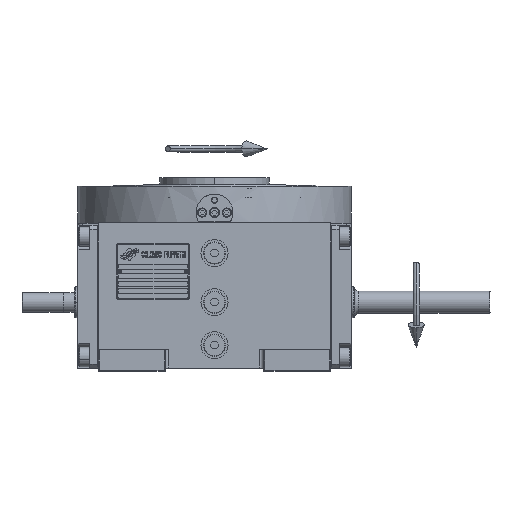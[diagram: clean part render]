
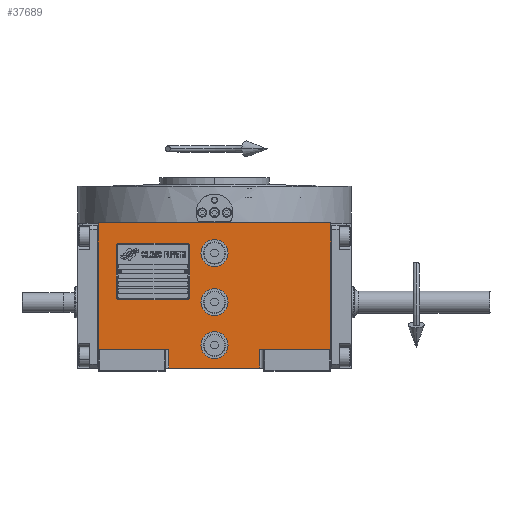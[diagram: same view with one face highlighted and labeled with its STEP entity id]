
A CAD part, top view. The second image highlights one B-rep face of the part: STEP entity #37689.
In plain terms, the highlighted planar face has unit normal (0, 0, 1).
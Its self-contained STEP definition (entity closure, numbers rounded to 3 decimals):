
#1319 = CARTESIAN_POINT ( 'NONE',  ( 94.5, 64.5, 163.5 ) ) ;
#1353 = CIRCLE ( 'NONE', #27743, 11. ) ;
#1828 = EDGE_LOOP ( 'NONE', ( #22622, #23168 ) ) ;
#2572 = CARTESIAN_POINT ( 'NONE',  ( -37., -53.5, 163.5 ) ) ;
#2758 = VECTOR ( 'NONE', #38253, 1000. ) ;
#3983 = VERTEX_POINT ( 'NONE', #51182 ) ;
#4237 = EDGE_CURVE ( 'NONE', #35494, #29373, #8082, .T. ) ;
#4310 = DIRECTION ( 'NONE',  ( 0., 0., 1. ) ) ;
#4785 = VECTOR ( 'NONE', #29398, 1000. ) ;
#4823 = CARTESIAN_POINT ( 'NONE',  ( -94.5, -53.5, 163.5 ) ) ;
#5193 = CARTESIAN_POINT ( 'NONE',  ( -37., -53.5, 163.5 ) ) ;
#5332 = DIRECTION ( 'NONE',  ( -1., 0., 0. ) ) ;
#5826 = DIRECTION ( 'NONE',  ( 0., 0., 1. ) ) ;
#8082 = LINE ( 'NONE', #2572, #65592 ) ;
#8400 = LINE ( 'NONE', #23901, #4785 ) ;
#8773 = EDGE_CURVE ( 'NONE', #38772, #67045, #58902, .T. ) ;
#8841 = EDGE_CURVE ( 'NONE', #19352, #28886, #38578, .T. ) ;
#9556 = AXIS2_PLACEMENT_3D ( 'NONE', #4823, #5826, #10982 ) ;
#10271 = EDGE_CURVE ( 'NONE', #30131, #62368, #15979, .T. ) ;
#10982 = DIRECTION ( 'NONE',  ( 1., 0., 0. ) ) ;
#12011 = DIRECTION ( 'NONE',  ( 1., 0., 0. ) ) ;
#12643 = ORIENTED_EDGE ( 'NONE', *, *, #37425, .F. ) ;
#13098 = CARTESIAN_POINT ( 'NONE',  ( 0., 40., 163.5 ) ) ;
#13738 = LINE ( 'NONE', #45409, #32378 ) ;
#15979 = CIRCLE ( 'NONE', #58997, 11. ) ;
#16075 = CARTESIAN_POINT ( 'NONE',  ( 11., 0., 163.5 ) ) ;
#16162 = PLANE ( 'NONE',  #9556 ) ;
#16243 = AXIS2_PLACEMENT_3D ( 'NONE', #51136, #4310, #5332 ) ;
#17321 = CIRCLE ( 'NONE', #16243, 11. ) ;
#17331 = VERTEX_POINT ( 'NONE', #57626 ) ;
#17505 = ORIENTED_EDGE ( 'NONE', *, *, #34775, .F. ) ;
#17519 = CARTESIAN_POINT ( 'NONE',  ( -37., -53.5, 163.5 ) ) ;
#17546 = VECTOR ( 'NONE', #54831, 1000. ) ;
#17565 = CARTESIAN_POINT ( 'NONE',  ( 37., -38.5, 163.5 ) ) ;
#17581 = EDGE_CURVE ( 'NONE', #28886, #44691, #59333, .T. ) ;
#18979 = CARTESIAN_POINT ( 'NONE',  ( 37., -38.5, 163.5 ) ) ;
#19152 = ORIENTED_EDGE ( 'NONE', *, *, #43705, .T. ) ;
#19352 = VERTEX_POINT ( 'NONE', #28230 ) ;
#19440 = AXIS2_PLACEMENT_3D ( 'NONE', #39639, #54099, #49600 ) ;
#20381 = CARTESIAN_POINT ( 'NONE',  ( -94.5, 64.5, 163.5 ) ) ;
#21990 = FACE_BOUND ( 'NONE', #64703, .T. ) ;
#22622 = ORIENTED_EDGE ( 'NONE', *, *, #10271, .F. ) ;
#22699 = VERTEX_POINT ( 'NONE', #30057 ) ;
#23000 = CARTESIAN_POINT ( 'NONE',  ( 94.5, -38.5, 163.5 ) ) ;
#23168 = ORIENTED_EDGE ( 'NONE', *, *, #44888, .F. ) ;
#23901 = CARTESIAN_POINT ( 'NONE',  ( -94.5, -38.5, 163.5 ) ) ;
#24484 = EDGE_CURVE ( 'NONE', #3983, #22699, #27985, .T. ) ;
#25357 = VECTOR ( 'NONE', #62925, 1000. ) ;
#26864 = DIRECTION ( 'NONE',  ( 1., 0., 0. ) ) ;
#27445 = CARTESIAN_POINT ( 'NONE',  ( 0., 0., 163.5 ) ) ;
#27536 = ORIENTED_EDGE ( 'NONE', *, *, #8841, .F. ) ;
#27743 = AXIS2_PLACEMENT_3D ( 'NONE', #50306, #40334, #39649 ) ;
#27985 = CIRCLE ( 'NONE', #56607, 11. ) ;
#28230 = CARTESIAN_POINT ( 'NONE',  ( -94.5, -38.5, 163.5 ) ) ;
#28886 = VERTEX_POINT ( 'NONE', #20381 ) ;
#29123 = CARTESIAN_POINT ( 'NONE',  ( -11., 0., 163.5 ) ) ;
#29196 = EDGE_CURVE ( 'NONE', #67045, #44691, #47386, .T. ) ;
#29373 = VERTEX_POINT ( 'NONE', #59111 ) ;
#29398 = DIRECTION ( 'NONE',  ( 1., 0., 0. ) ) ;
#29468 = VERTEX_POINT ( 'NONE', #16075 ) ;
#30057 = CARTESIAN_POINT ( 'NONE',  ( -11., -35., 163.5 ) ) ;
#30131 = VERTEX_POINT ( 'NONE', #48839 ) ;
#30627 = VERTEX_POINT ( 'NONE', #29123 ) ;
#31365 = ORIENTED_EDGE ( 'NONE', *, *, #54407, .T. ) ;
#32035 = CARTESIAN_POINT ( 'NONE',  ( -94.5, -38.5, 163.5 ) ) ;
#32378 = VECTOR ( 'NONE', #39924, 1000. ) ;
#32880 = ORIENTED_EDGE ( 'NONE', *, *, #4237, .F. ) ;
#32992 = EDGE_CURVE ( 'NONE', #22699, #3983, #1353, .T. ) ;
#33677 = ORIENTED_EDGE ( 'NONE', *, *, #61545, .F. ) ;
#33805 = DIRECTION ( 'NONE',  ( 1., 0., 0. ) ) ;
#34775 = EDGE_CURVE ( 'NONE', #30627, #29468, #45540, .T. ) ;
#35494 = VERTEX_POINT ( 'NONE', #5193 ) ;
#36473 = ORIENTED_EDGE ( 'NONE', *, *, #32992, .F. ) ;
#37425 = EDGE_CURVE ( 'NONE', #29468, #30627, #59066, .T. ) ;
#37689 = ADVANCED_FACE ( 'NONE', ( #21990, #63015, #52655, #48161 ), #16162, .T. ) ;
#38253 = DIRECTION ( 'NONE',  ( 0., 1., 0. ) ) ;
#38316 = CARTESIAN_POINT ( 'NONE',  ( 0., -35., 163.5 ) ) ;
#38578 = LINE ( 'NONE', #32035, #2758 ) ;
#38742 = DIRECTION ( 'NONE',  ( 0., 1., 0. ) ) ;
#38772 = VERTEX_POINT ( 'NONE', #18979 ) ;
#39639 = CARTESIAN_POINT ( 'NONE',  ( 0., 0., 163.5 ) ) ;
#39649 = DIRECTION ( 'NONE',  ( -1., 0., 0. ) ) ;
#39924 = DIRECTION ( 'NONE',  ( 0., -1., 0. ) ) ;
#40334 = DIRECTION ( 'NONE',  ( 0., 0., 1. ) ) ;
#43627 = DIRECTION ( 'NONE',  ( 0., 0., 1. ) ) ;
#43705 = EDGE_CURVE ( 'NONE', #35494, #17331, #48498, .T. ) ;
#44691 = VERTEX_POINT ( 'NONE', #1319 ) ;
#44888 = EDGE_CURVE ( 'NONE', #62368, #30131, #17321, .T. ) ;
#45111 = DIRECTION ( 'NONE',  ( 0., 0., 1. ) ) ;
#45409 = CARTESIAN_POINT ( 'NONE',  ( 37., -38.5, 163.5 ) ) ;
#45531 = ORIENTED_EDGE ( 'NONE', *, *, #24484, .F. ) ;
#45540 = CIRCLE ( 'NONE', #64225, 11. ) ;
#46102 = ORIENTED_EDGE ( 'NONE', *, *, #8773, .T. ) ;
#47386 = LINE ( 'NONE', #67065, #25357 ) ;
#48161 = FACE_OUTER_BOUND ( 'NONE', #65538, .T. ) ;
#48498 = LINE ( 'NONE', #17519, #53490 ) ;
#48839 = CARTESIAN_POINT ( 'NONE',  ( 11., 40., 163.5 ) ) ;
#48952 = VECTOR ( 'NONE', #26864, 1000. ) ;
#49473 = EDGE_LOOP ( 'NONE', ( #45531, #36473 ) ) ;
#49600 = DIRECTION ( 'NONE',  ( 1., 0., 0. ) ) ;
#50306 = CARTESIAN_POINT ( 'NONE',  ( 0., -35., 163.5 ) ) ;
#50329 = DIRECTION ( 'NONE',  ( 0., 0., 1. ) ) ;
#51136 = CARTESIAN_POINT ( 'NONE',  ( 0., 40., 163.5 ) ) ;
#51182 = CARTESIAN_POINT ( 'NONE',  ( 11., -35., 163.5 ) ) ;
#51339 = CARTESIAN_POINT ( 'NONE',  ( -11., 40., 163.5 ) ) ;
#52655 = FACE_BOUND ( 'NONE', #1828, .T. ) ;
#52752 = ORIENTED_EDGE ( 'NONE', *, *, #17581, .F. ) ;
#53490 = VECTOR ( 'NONE', #12011, 1000. ) ;
#53804 = CARTESIAN_POINT ( 'NONE',  ( -94.5, 64.5, 163.5 ) ) ;
#54099 = DIRECTION ( 'NONE',  ( 0., 0., 1. ) ) ;
#54407 = EDGE_CURVE ( 'NONE', #19352, #29373, #8400, .T. ) ;
#54831 = DIRECTION ( 'NONE',  ( 1., 0., 0. ) ) ;
#56607 = AXIS2_PLACEMENT_3D ( 'NONE', #38316, #50329, #33805 ) ;
#57626 = CARTESIAN_POINT ( 'NONE',  ( 37., -53.5, 163.5 ) ) ;
#58902 = LINE ( 'NONE', #17565, #48952 ) ;
#58997 = AXIS2_PLACEMENT_3D ( 'NONE', #13098, #45111, #60627 ) ;
#59066 = CIRCLE ( 'NONE', #19440, 11. ) ;
#59111 = CARTESIAN_POINT ( 'NONE',  ( -37., -38.5, 163.5 ) ) ;
#59333 = LINE ( 'NONE', #53804, #17546 ) ;
#60627 = DIRECTION ( 'NONE',  ( 1., 0., 0. ) ) ;
#61374 = ORIENTED_EDGE ( 'NONE', *, *, #29196, .T. ) ;
#61545 = EDGE_CURVE ( 'NONE', #38772, #17331, #13738, .T. ) ;
#62368 = VERTEX_POINT ( 'NONE', #51339 ) ;
#62925 = DIRECTION ( 'NONE',  ( 0., 1., 0. ) ) ;
#63015 = FACE_BOUND ( 'NONE', #49473, .T. ) ;
#63630 = DIRECTION ( 'NONE',  ( -1., 0., 0. ) ) ;
#64225 = AXIS2_PLACEMENT_3D ( 'NONE', #27445, #43627, #63630 ) ;
#64703 = EDGE_LOOP ( 'NONE', ( #12643, #17505 ) ) ;
#65538 = EDGE_LOOP ( 'NONE', ( #19152, #33677, #46102, #61374, #52752, #27536, #31365, #32880 ) ) ;
#65592 = VECTOR ( 'NONE', #38742, 1000. ) ;
#67045 = VERTEX_POINT ( 'NONE', #23000 ) ;
#67065 = CARTESIAN_POINT ( 'NONE',  ( 94.5, -38.5, 163.5 ) ) ;
